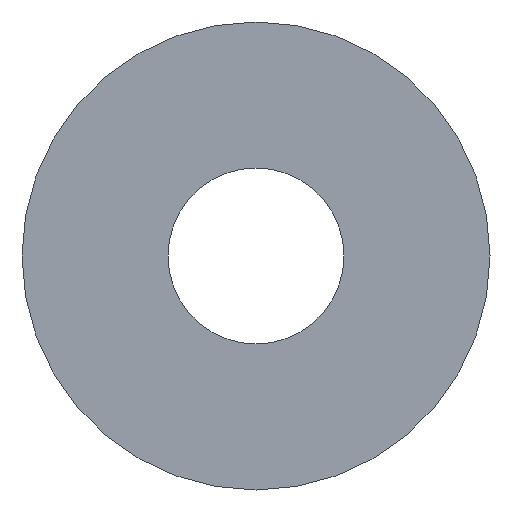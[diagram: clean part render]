
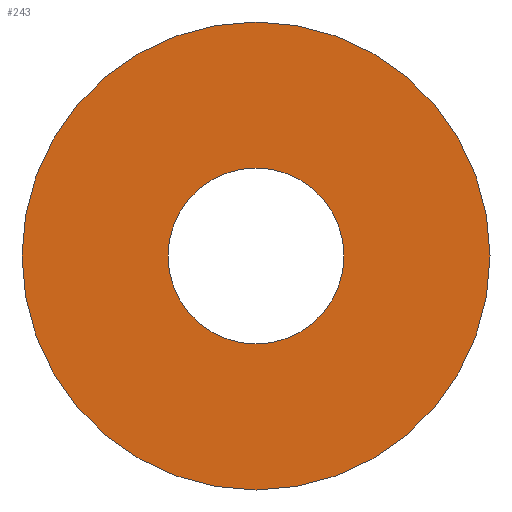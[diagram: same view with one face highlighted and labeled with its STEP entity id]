
A CAD part, front view. The second image highlights one B-rep face of the part: STEP entity #243.
In plain terms, the highlighted planar face has unit normal (0, -1, 0).
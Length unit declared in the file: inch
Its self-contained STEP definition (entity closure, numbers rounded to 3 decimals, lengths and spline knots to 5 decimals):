
#2 = CIRCLE ( 'NONE', #132, 0.047 ) ;
#3 = CIRCLE ( 'NONE', #125, 0.125 ) ;
#7 = FACE_BOUND ( 'NONE', #251, .T. ) ;
#25 = DIRECTION ( 'NONE',  ( 0., 1., 0. ) ) ;
#49 = CIRCLE ( 'NONE', #131, 0.125 ) ;
#52 = DIRECTION ( 'NONE',  ( 0., 0., 1. ) ) ;
#57 = DIRECTION ( 'NONE',  ( 0., 1., 0. ) ) ;
#63 = DIRECTION ( 'NONE',  ( 0., 1., 0. ) ) ;
#64 = DIRECTION ( 'NONE',  ( 0., 0., 1. ) ) ;
#65 = CARTESIAN_POINT ( 'NONE',  ( 0., 0., 0. ) ) ;
#71 = CARTESIAN_POINT ( 'NONE',  ( 0., 0., 0.047 ) ) ;
#72 = CARTESIAN_POINT ( 'NONE',  ( 0., 0., 0. ) ) ;
#74 = CARTESIAN_POINT ( 'NONE',  ( 0., 0., -0.125 ) ) ;
#78 = DIRECTION ( 'NONE',  ( 0., 0., 1. ) ) ;
#79 = DIRECTION ( 'NONE',  ( 0., 1., 0. ) ) ;
#80 = CARTESIAN_POINT ( 'NONE',  ( 0., 0., -0.047 ) ) ;
#81 = CARTESIAN_POINT ( 'NONE',  ( 0., 0., 0. ) ) ;
#88 = CARTESIAN_POINT ( 'NONE',  ( 0., 0., 0. ) ) ;
#89 = VERTEX_POINT ( 'NONE', #80 ) ;
#90 = VERTEX_POINT ( 'NONE', #74 ) ;
#92 = VERTEX_POINT ( 'NONE', #71 ) ;
#93 = DIRECTION ( 'NONE',  ( 0., 1., 0. ) ) ;
#94 = VERTEX_POINT ( 'NONE', #103 ) ;
#103 = CARTESIAN_POINT ( 'NONE',  ( 0., 0., 0.125 ) ) ;
#108 = DIRECTION ( 'NONE',  ( 0., 0., 1. ) ) ;
#124 = AXIS2_PLACEMENT_3D ( 'NONE', #72, #63, #64 ) ;
#125 = AXIS2_PLACEMENT_3D ( 'NONE', #88, #93, #108 ) ;
#126 = EDGE_CURVE ( 'NONE', #94, #90, #49, .T. ) ;
#129 = EDGE_CURVE ( 'NONE', #90, #94, #3, .T. ) ;
#131 = AXIS2_PLACEMENT_3D ( 'NONE', #65, #57, #52 ) ;
#132 = AXIS2_PLACEMENT_3D ( 'NONE', #81, #79, #78 ) ;
#134 = EDGE_CURVE ( 'NONE', #92, #89, #2, .T. ) ;
#138 = EDGE_CURVE ( 'NONE', #89, #92, #171, .T. ) ;
#165 = AXIS2_PLACEMENT_3D ( 'NONE', #208, #25, #224 ) ;
#171 = CIRCLE ( 'NONE', #124, 0.047 ) ;
#178 = FACE_OUTER_BOUND ( 'NONE', #250, .T. ) ;
#199 = ORIENTED_EDGE ( 'NONE', *, *, #134, .T. ) ;
#204 = ORIENTED_EDGE ( 'NONE', *, *, #138, .T. ) ;
#205 = ORIENTED_EDGE ( 'NONE', *, *, #129, .F. ) ;
#207 = PLANE ( 'NONE',  #165 ) ;
#208 = CARTESIAN_POINT ( 'NONE',  ( 0., 0., 0. ) ) ;
#214 = ORIENTED_EDGE ( 'NONE', *, *, #126, .F. ) ;
#224 = DIRECTION ( 'NONE',  ( 0., 0., 1. ) ) ;
#243 = ADVANCED_FACE ( 'NONE', ( #7, #178 ), #207, .F. ) ;
#250 = EDGE_LOOP ( 'NONE', ( #205, #214 ) ) ;
#251 = EDGE_LOOP ( 'NONE', ( #199, #204 ) ) ;
